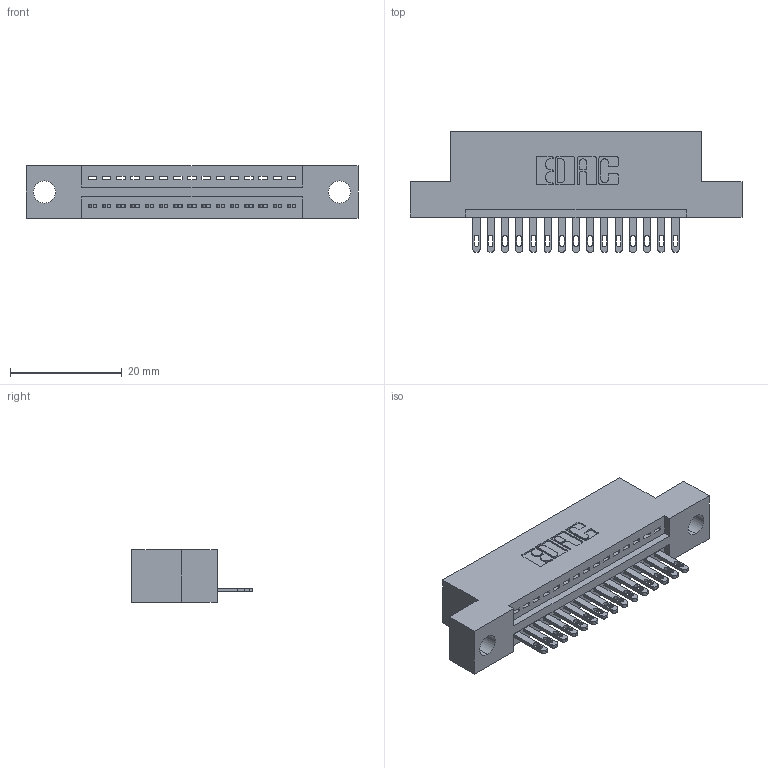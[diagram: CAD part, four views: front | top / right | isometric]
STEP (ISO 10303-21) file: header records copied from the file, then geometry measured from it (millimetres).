
FILE_DESCRIPTION (( 'STEP AP203' ), '1' );
FILE_NAME ('895-015-500-104.STEP', '2020-09-25T03:43:28', ( '' ), ( '' ), 'SwSTEP 2.0', 'SolidWorks 2020', '' );
FILE_SCHEMA (( 'CONFIG_CONTROL_DESIGN' ));
Length unit declared in the file: inch
Products named in the file (3): 845 Part_Flush Mounting Lugs - 0.156 Dia-TH; 345-292-001_345-293-100; 895-015-500-104
Assembly tree (16 placements, depth 2):
  895-015-500-104
    845 Part_Flush Mounting Lugs - 0.156 Dia-TH
    345-292-001_345-293-100  x15
Bounding box: 59.31 x 21.51 x 9.4 mm (x, y, z)
Volume: 5333.5 mm3; surface area: 6563.2 mm2
Topology: 16 solids, 16 shells, 936 faces, 2861 edges, 1906 vertices
Faces by surface type: plane 590, cylinder 346
Entity records: 14857 total; most frequent: CARTESIAN_POINT 2581, ORIENTED_EDGE 2530, DIRECTION 2295, EDGE_CURVE 1265, LINE 1069, VECTOR 1069, VERTEX_POINT 842, AXIS2_PLACEMENT_3D 613
